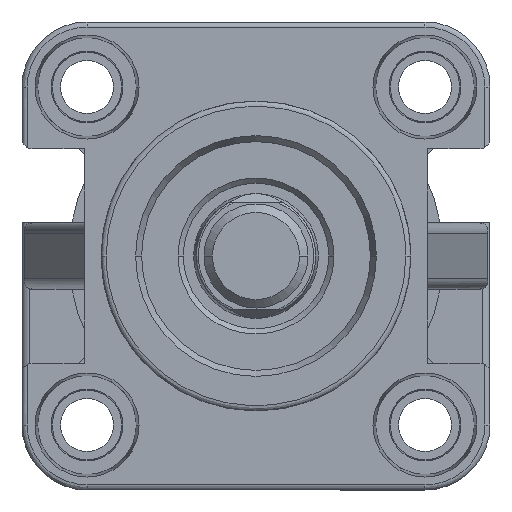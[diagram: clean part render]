
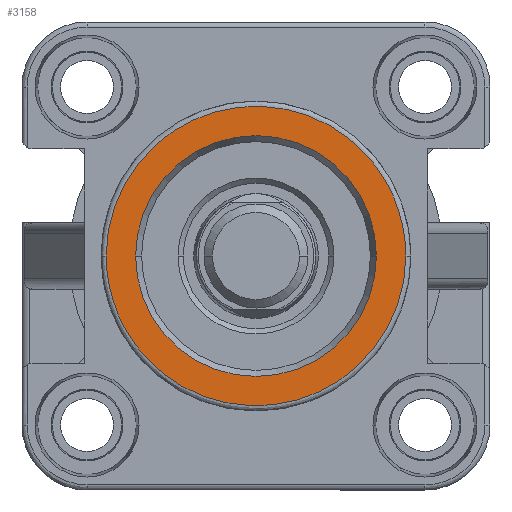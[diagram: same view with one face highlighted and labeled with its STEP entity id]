
A CAD part, left-side view. The second image highlights one B-rep face of the part: STEP entity #3158.
In plain terms, the highlighted planar face has unit normal (-1, 0, 0).
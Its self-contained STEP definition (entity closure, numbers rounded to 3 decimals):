
#823 = CARTESIAN_POINT ( 'NONE',  ( 0., 0., 0. ) ) ;
#1404 = CARTESIAN_POINT ( 'NONE',  ( 0., 0., 11.577 ) ) ;
#1690 = CARTESIAN_POINT ( 'NONE',  ( 0., 0., -14.4 ) ) ;
#2161 = ORIENTED_EDGE ( 'NONE', *, *, #9052, .F. ) ;
#2480 = VERTEX_POINT ( 'NONE', #4181 ) ;
#2736 = CARTESIAN_POINT ( 'NONE',  ( 0., 0., -14.4 ) ) ;
#3012 = FACE_OUTER_BOUND ( 'NONE', #3020, .T. ) ;
#3020 = EDGE_LOOP ( 'NONE', ( #11158, #9596 ) ) ;
#3121 = EDGE_CURVE ( 'NONE', #8153, #4924, #3875, .T. ) ;
#3158 = ADVANCED_FACE ( 'NONE', ( #6619, #3012 ), #5926, .F. ) ;
#3358 = CARTESIAN_POINT ( 'NONE',  ( 0., 0., 14.4 ) ) ;
#3741 = AXIS2_PLACEMENT_3D ( 'NONE', #823, #10349, #6284 ) ;
#3875 =( BOUNDED_CURVE ( )  B_SPLINE_CURVE ( 3, ( #1690, #12800, #12623, #12690 ),
 .UNSPECIFIED., .F., .T. ) 
 B_SPLINE_CURVE_WITH_KNOTS ( ( 4, 4 ),
 ( 0., 1. ),
 .UNSPECIFIED. ) 
 CURVE ( )  GEOMETRIC_REPRESENTATION_ITEM ( )  RATIONAL_B_SPLINE_CURVE ( ( 1., 0.333, 0.333, 1. ) ) 
 REPRESENTATION_ITEM ( '' )  );
#4181 = CARTESIAN_POINT ( 'NONE',  ( 0., 0., -11.577 ) ) ;
#4924 = VERTEX_POINT ( 'NONE', #3358 ) ;
#5053 = CARTESIAN_POINT ( 'NONE',  ( 0., 0., 0. ) ) ;
#5122 = CIRCLE ( 'NONE', #3741, 11.577 ) ;
#5280 = DIRECTION ( 'NONE',  ( -1., 0., 0. ) ) ;
#5369 = CARTESIAN_POINT ( 'NONE',  ( 0., -28.8, 14.4 ) ) ;
#5755 = DIRECTION ( 'NONE',  ( 1., 0., 0. ) ) ;
#5825 = DIRECTION ( 'NONE',  ( 0., 0., -1. ) ) ;
#5926 = PLANE ( 'NONE',  #8346 ) ;
#6284 = DIRECTION ( 'NONE',  ( 0., 0., 1. ) ) ;
#6619 = FACE_BOUND ( 'NONE', #12086, .T. ) ;
#6734 = CARTESIAN_POINT ( 'NONE',  ( 0., -28.8, -14.4 ) ) ;
#8153 = VERTEX_POINT ( 'NONE', #13677 ) ;
#8346 = AXIS2_PLACEMENT_3D ( 'NONE', #15517, #5755, #5825 ) ;
#8894 =( BOUNDED_CURVE ( )  B_SPLINE_CURVE ( 3, ( #17685, #5369, #6734, #2736 ),
 .UNSPECIFIED., .F., .F. ) 
 B_SPLINE_CURVE_WITH_KNOTS ( ( 4, 4 ),
 ( 0., 1. ),
 .UNSPECIFIED. ) 
 CURVE ( )  GEOMETRIC_REPRESENTATION_ITEM ( )  RATIONAL_B_SPLINE_CURVE ( ( 1., 0.333, 0.333, 1. ) ) 
 REPRESENTATION_ITEM ( '' )  );
#9052 = EDGE_CURVE ( 'NONE', #17392, #2480, #13253, .T. ) ;
#9296 = EDGE_CURVE ( 'NONE', #2480, #17392, #5122, .T. ) ;
#9539 = AXIS2_PLACEMENT_3D ( 'NONE', #5053, #5280, #17427 ) ;
#9596 = ORIENTED_EDGE ( 'NONE', *, *, #16495, .F. ) ;
#10349 = DIRECTION ( 'NONE',  ( -1., 0., 0. ) ) ;
#11158 = ORIENTED_EDGE ( 'NONE', *, *, #3121, .F. ) ;
#12086 = EDGE_LOOP ( 'NONE', ( #2161, #14792 ) ) ;
#12623 = CARTESIAN_POINT ( 'NONE',  ( 0., 28.8, 14.4 ) ) ;
#12690 = CARTESIAN_POINT ( 'NONE',  ( 0., 0., 14.4 ) ) ;
#12800 = CARTESIAN_POINT ( 'NONE',  ( 0., 28.8, -14.4 ) ) ;
#13253 = CIRCLE ( 'NONE', #9539, 11.577 ) ;
#13677 = CARTESIAN_POINT ( 'NONE',  ( 0., 0., -14.4 ) ) ;
#14792 = ORIENTED_EDGE ( 'NONE', *, *, #9296, .F. ) ;
#15517 = CARTESIAN_POINT ( 'NONE',  ( 0., 11., 0. ) ) ;
#16495 = EDGE_CURVE ( 'NONE', #4924, #8153, #8894, .T. ) ;
#17392 = VERTEX_POINT ( 'NONE', #1404 ) ;
#17427 = DIRECTION ( 'NONE',  ( 0., 0., 1. ) ) ;
#17685 = CARTESIAN_POINT ( 'NONE',  ( 0., 0., 14.4 ) ) ;
